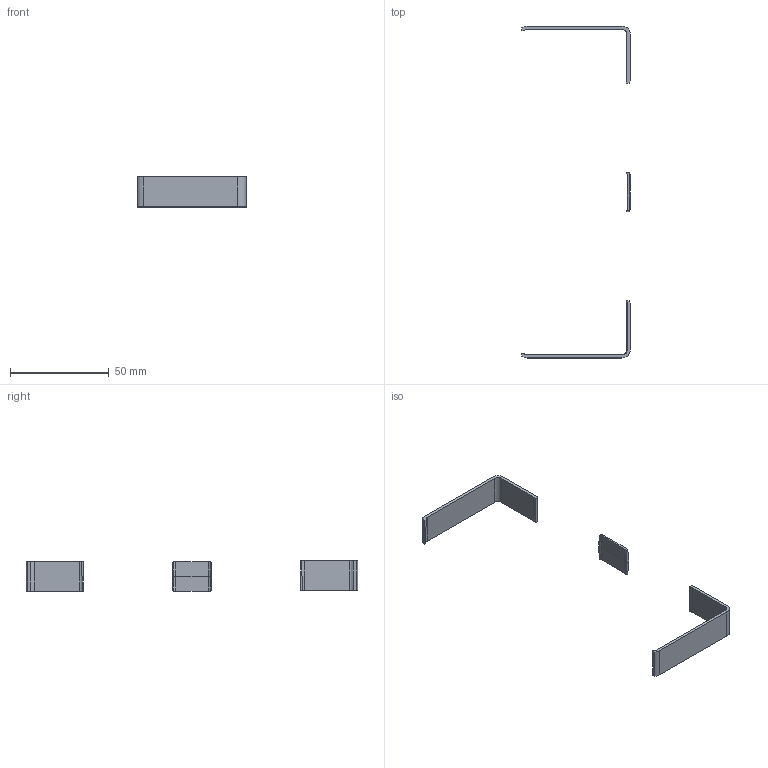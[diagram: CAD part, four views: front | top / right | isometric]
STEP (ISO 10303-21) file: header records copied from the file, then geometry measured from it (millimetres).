
FILE_DESCRIPTION (( 'STEP AP214' ), '1' );
FILE_NAME ('6113022.stp', '2016-05-11T12:19:35', ( '' ), ( '' ), 'SwSTEP 2.0', 'SolidWorks 2014', '' );
FILE_SCHEMA (( 'AUTOMOTIVE_DESIGN' ));
Length unit declared in the file: millimetre
Products named in the file (3): 074727_Standard; 070039_Standard; 6113022
Assembly tree (3 placements, depth 2):
  6113022
    070039_Standard  x2
    074727_Standard
Bounding box: 54.9 x 168 x 15.39 mm (x, y, z)
Volume: 4334.9 mm3; surface area: 6159.9 mm2
Topology: 3 solids, 3 shells, 58 faces, 144 edges, 92 vertices
Faces by surface type: plane 38, cone 14, cylinder 6
Entity records: 1350 total; most frequent: CARTESIAN_POINT 244, DIRECTION 216, ORIENTED_EDGE 204, EDGE_CURVE 102, AXIS2_PLACEMENT_3D 72, VECTOR 72, LINE 72, VERTEX_POINT 64
